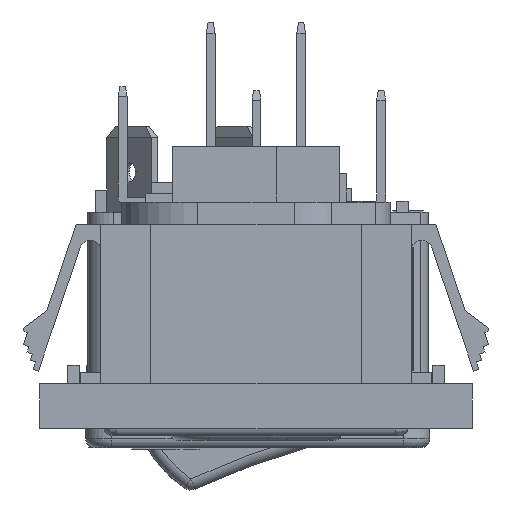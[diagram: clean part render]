
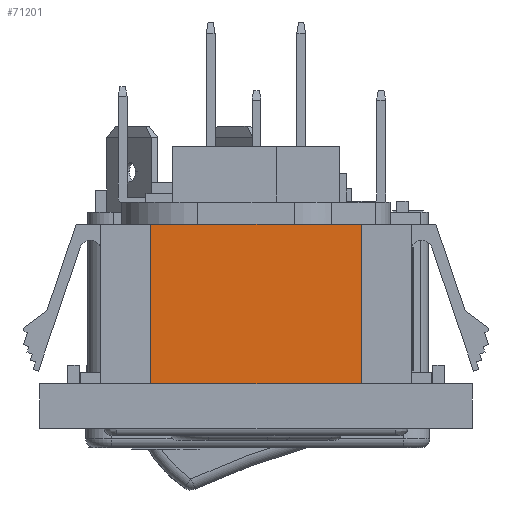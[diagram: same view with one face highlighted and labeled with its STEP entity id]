
A CAD part, left-side view. The second image highlights one B-rep face of the part: STEP entity #71201.
In plain terms, the highlighted planar face has unit normal (-1, 0, 0).
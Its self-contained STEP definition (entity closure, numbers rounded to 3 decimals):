
#836 = CARTESIAN_POINT ( 'NONE',  ( -52.52, 9.525, 18.46 ) ) ;
#2572 = VERTEX_POINT ( 'NONE', #19400 ) ;
#4561 = ORIENTED_EDGE ( 'NONE', *, *, #10361, .F. ) ;
#9281 = CARTESIAN_POINT ( 'NONE',  ( -52.52, -9.525, 18.46 ) ) ;
#9369 = LINE ( 'NONE', #59467, #65601 ) ;
#10088 = DIRECTION ( 'NONE',  ( 0., 0., -1. ) ) ;
#10361 = EDGE_CURVE ( 'NONE', #19491, #2572, #31609, .T. ) ;
#11908 = EDGE_CURVE ( 'NONE', #33313, #19491, #9369, .T. ) ;
#12100 = LINE ( 'NONE', #836, #20622 ) ;
#13183 = DIRECTION ( 'NONE',  ( 0., 0., -1. ) ) ;
#14766 = EDGE_LOOP ( 'NONE', ( #49976, #65133, #4561, #48881 ) ) ;
#15250 = CARTESIAN_POINT ( 'NONE',  ( -52.52, -9.525, 4.06 ) ) ;
#19400 = CARTESIAN_POINT ( 'NONE',  ( -52.52, 9.525, 4.06 ) ) ;
#19491 = VERTEX_POINT ( 'NONE', #42458 ) ;
#20622 = VECTOR ( 'NONE', #13183, 1000. ) ;
#21313 = DIRECTION ( 'NONE',  ( 0., 1., 0. ) ) ;
#24468 = DIRECTION ( 'NONE',  ( -1., 0., 0. ) ) ;
#24836 = PLANE ( 'NONE',  #30879 ) ;
#26410 = LINE ( 'NONE', #71041, #51793 ) ;
#30879 = AXIS2_PLACEMENT_3D ( 'NONE', #52393, #24468, #57831 ) ;
#31479 = CARTESIAN_POINT ( 'NONE',  ( -52.52, 9.525, 18.46 ) ) ;
#31609 = LINE ( 'NONE', #15250, #33014 ) ;
#33014 = VECTOR ( 'NONE', #59546, 1000. ) ;
#33313 = VERTEX_POINT ( 'NONE', #9281 ) ;
#42458 = CARTESIAN_POINT ( 'NONE',  ( -52.52, -9.525, 4.06 ) ) ;
#48881 = ORIENTED_EDGE ( 'NONE', *, *, #11908, .F. ) ;
#49606 = VERTEX_POINT ( 'NONE', #31479 ) ;
#49976 = ORIENTED_EDGE ( 'NONE', *, *, #71757, .T. ) ;
#51793 = VECTOR ( 'NONE', #21313, 1000. ) ;
#52393 = CARTESIAN_POINT ( 'NONE',  ( -52.52, 0., 0. ) ) ;
#57831 = DIRECTION ( 'NONE',  ( 0., 0., 1. ) ) ;
#58037 = EDGE_CURVE ( 'NONE', #49606, #2572, #12100, .T. ) ;
#59467 = CARTESIAN_POINT ( 'NONE',  ( -52.52, -9.525, 18.46 ) ) ;
#59546 = DIRECTION ( 'NONE',  ( 0., 1., 0. ) ) ;
#62555 = FACE_OUTER_BOUND ( 'NONE', #14766, .T. ) ;
#65133 = ORIENTED_EDGE ( 'NONE', *, *, #58037, .T. ) ;
#65601 = VECTOR ( 'NONE', #10088, 1000. ) ;
#71041 = CARTESIAN_POINT ( 'NONE',  ( -52.52, -9.525, 18.46 ) ) ;
#71201 = ADVANCED_FACE ( 'NONE', ( #62555 ), #24836, .T. ) ;
#71757 = EDGE_CURVE ( 'NONE', #33313, #49606, #26410, .T. ) ;
